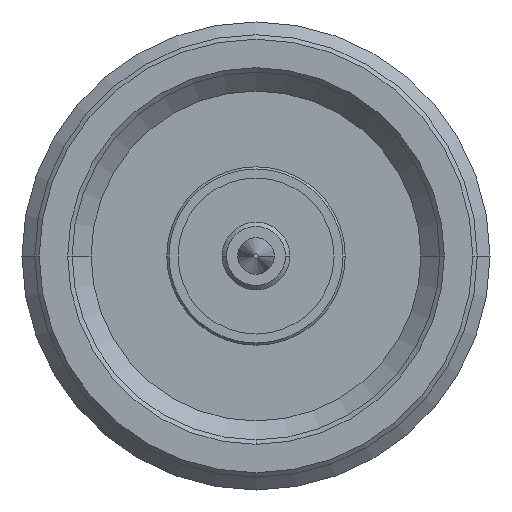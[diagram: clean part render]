
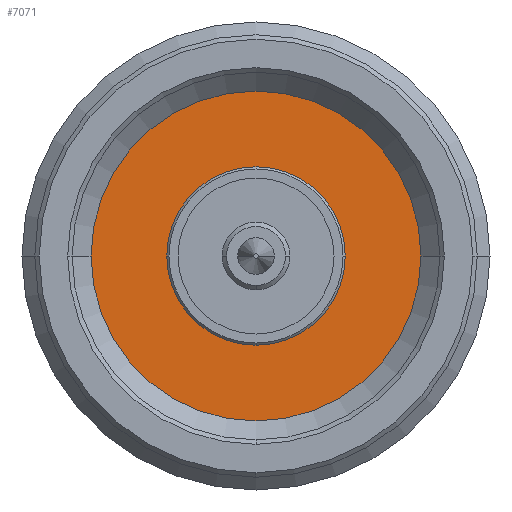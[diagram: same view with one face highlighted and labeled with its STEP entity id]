
A CAD part, left-side view. The second image highlights one B-rep face of the part: STEP entity #7071.
In plain terms, the highlighted planar face has unit normal (-1, 0, 0).
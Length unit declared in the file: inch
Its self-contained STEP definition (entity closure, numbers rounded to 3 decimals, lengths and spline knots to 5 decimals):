
#557 = AXIS2_PLACEMENT_3D ( 'NONE', #877, #1830, #3622 ) ;
#647 = VERTEX_POINT ( 'NONE', #3568 ) ;
#659 = EDGE_LOOP ( 'NONE', ( #6530, #2868 ) ) ;
#877 = CARTESIAN_POINT ( 'NONE',  ( 0.44094, 0., 0. ) ) ;
#1014 = CARTESIAN_POINT ( 'NONE',  ( 0.44094, -0.34843, 0. ) ) ;
#1222 = CIRCLE ( 'NONE', #1807, 0.15768 ) ;
#1807 = AXIS2_PLACEMENT_3D ( 'NONE', #6004, #3267, #5494 ) ;
#1830 = DIRECTION ( 'NONE',  ( -1., 0., 0. ) ) ;
#1987 = EDGE_CURVE ( 'NONE', #2657, #647, #3720, .T. ) ;
#2012 = DIRECTION ( 'NONE',  ( 0., 0., 1. ) ) ;
#2070 = DIRECTION ( 'NONE',  ( 1., 0., 0. ) ) ;
#2117 = CARTESIAN_POINT ( 'NONE',  ( 0.44094, 0., 0. ) ) ;
#2206 = DIRECTION ( 'NONE',  ( 0., 1., 0. ) ) ;
#2293 = EDGE_CURVE ( 'NONE', #2597, #6258, #3014, .T. ) ;
#2597 = VERTEX_POINT ( 'NONE', #2837 ) ;
#2657 = VERTEX_POINT ( 'NONE', #6092 ) ;
#2665 = FACE_OUTER_BOUND ( 'NONE', #659, .T. ) ;
#2837 = CARTESIAN_POINT ( 'NONE',  ( 0.44094, 0.34843, 0. ) ) ;
#2858 = ORIENTED_EDGE ( 'NONE', *, *, #1987, .F. ) ;
#2868 = ORIENTED_EDGE ( 'NONE', *, *, #2293, .T. ) ;
#2985 = DIRECTION ( 'NONE',  ( 0., 1., 0. ) ) ;
#2998 = EDGE_CURVE ( 'NONE', #2597, #6258, #4574, .T. ) ;
#3014 = CIRCLE ( 'NONE', #7103, 0.34843 ) ;
#3049 = EDGE_LOOP ( 'NONE', ( #2858, #6218 ) ) ;
#3218 = FACE_BOUND ( 'NONE', #3049, .T. ) ;
#3267 = DIRECTION ( 'NONE',  ( 1., 0., 0. ) ) ;
#3568 = CARTESIAN_POINT ( 'NONE',  ( 0.44094, -0.15768, 0. ) ) ;
#3622 = DIRECTION ( 'NONE',  ( 0., 1., 0. ) ) ;
#3720 = CIRCLE ( 'NONE', #557, 0.15768 ) ;
#3752 = CARTESIAN_POINT ( 'NONE',  ( 0.44094, 0., 0. ) ) ;
#4574 = CIRCLE ( 'NONE', #5398, 0.34843 ) ;
#4676 = AXIS2_PLACEMENT_3D ( 'NONE', #2117, #7008, #2012 ) ;
#4889 = PLANE ( 'NONE',  #4676 ) ;
#5398 = AXIS2_PLACEMENT_3D ( 'NONE', #3752, #2070, #2206 ) ;
#5494 = DIRECTION ( 'NONE',  ( 0., 1., 0. ) ) ;
#5795 = EDGE_CURVE ( 'NONE', #2657, #647, #1222, .T. ) ;
#6004 = CARTESIAN_POINT ( 'NONE',  ( 0.44094, 0., 0. ) ) ;
#6092 = CARTESIAN_POINT ( 'NONE',  ( 0.44094, 0.15768, 0. ) ) ;
#6218 = ORIENTED_EDGE ( 'NONE', *, *, #5795, .T. ) ;
#6258 = VERTEX_POINT ( 'NONE', #1014 ) ;
#6269 = DIRECTION ( 'NONE',  ( -1., 0., 0. ) ) ;
#6530 = ORIENTED_EDGE ( 'NONE', *, *, #2998, .F. ) ;
#6892 = CARTESIAN_POINT ( 'NONE',  ( 0.44094, 0., 0. ) ) ;
#7008 = DIRECTION ( 'NONE',  ( -1., 0., 0. ) ) ;
#7071 = ADVANCED_FACE ( 'NONE', ( #3218, #2665 ), #4889, .T. ) ;
#7103 = AXIS2_PLACEMENT_3D ( 'NONE', #6892, #6269, #2985 ) ;
